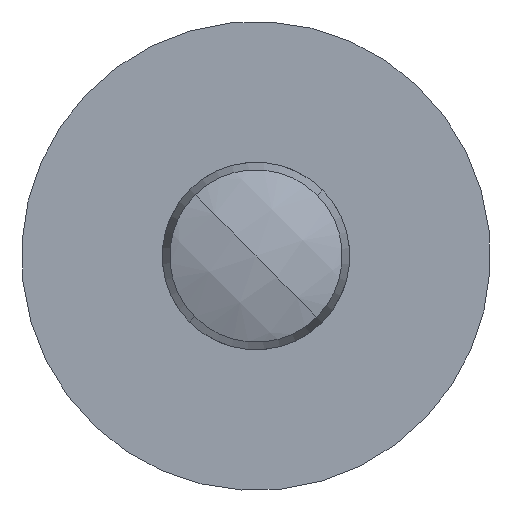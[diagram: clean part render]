
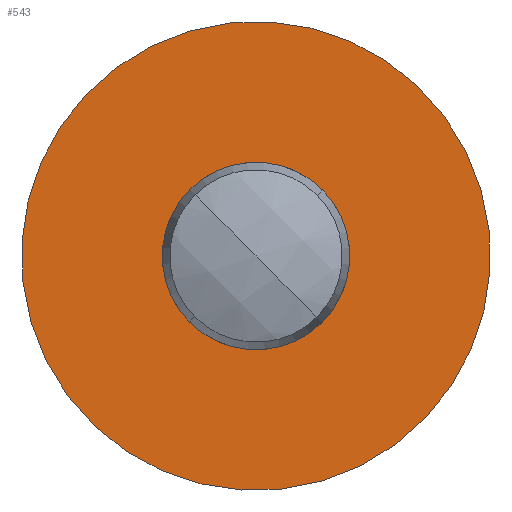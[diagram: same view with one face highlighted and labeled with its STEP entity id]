
A CAD part, front view. The second image highlights one B-rep face of the part: STEP entity #543.
In plain terms, the highlighted planar face has unit normal (0, -1, 0).
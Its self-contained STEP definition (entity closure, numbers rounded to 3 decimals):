
#14 = DIRECTION ( 'NONE',  ( 0., 0., -1. ) ) ;
#34 = CARTESIAN_POINT ( 'NONE',  ( 0., 0., -5. ) ) ;
#56 = DIRECTION ( 'NONE',  ( 0., 0., -1. ) ) ;
#92 = EDGE_CURVE ( 'NONE', #167, #152, #492, .T. ) ;
#104 = ORIENTED_EDGE ( 'NONE', *, *, #258, .T. ) ;
#108 = DIRECTION ( 'NONE',  ( 0., -1., 0. ) ) ;
#114 = DIRECTION ( 'NONE',  ( 0., -1., 0. ) ) ;
#121 = CARTESIAN_POINT ( 'NONE',  ( 0., 0., 0. ) ) ;
#122 = FACE_OUTER_BOUND ( 'NONE', #586, .T. ) ;
#133 = DIRECTION ( 'NONE',  ( 0., -1., 0. ) ) ;
#142 = CARTESIAN_POINT ( 'NONE',  ( 0., 0., 0. ) ) ;
#152 = VERTEX_POINT ( 'NONE', #354 ) ;
#157 = VERTEX_POINT ( 'NONE', #486 ) ;
#163 = AXIS2_PLACEMENT_3D ( 'NONE', #357, #114, #527 ) ;
#167 = VERTEX_POINT ( 'NONE', #34 ) ;
#170 = DIRECTION ( 'NONE',  ( 0., 0., -1. ) ) ;
#175 = AXIS2_PLACEMENT_3D ( 'NONE', #573, #394, #170 ) ;
#198 = VERTEX_POINT ( 'NONE', #411 ) ;
#201 = AXIS2_PLACEMENT_3D ( 'NONE', #369, #133, #56 ) ;
#212 = CIRCLE ( 'NONE', #451, 2. ) ;
#226 = AXIS2_PLACEMENT_3D ( 'NONE', #121, #363, #538 ) ;
#258 = EDGE_CURVE ( 'NONE', #152, #167, #320, .T. ) ;
#300 = ORIENTED_EDGE ( 'NONE', *, *, #468, .F. ) ;
#313 = CIRCLE ( 'NONE', #163, 2. ) ;
#320 = CIRCLE ( 'NONE', #201, 5. ) ;
#337 = ORIENTED_EDGE ( 'NONE', *, *, #533, .F. ) ;
#354 = CARTESIAN_POINT ( 'NONE',  ( 0., 0., 5. ) ) ;
#357 = CARTESIAN_POINT ( 'NONE',  ( 0., 0., 0. ) ) ;
#363 = DIRECTION ( 'NONE',  ( 0., -1., 0. ) ) ;
#369 = CARTESIAN_POINT ( 'NONE',  ( 0., 0., 0. ) ) ;
#390 = PLANE ( 'NONE',  #175 ) ;
#394 = DIRECTION ( 'NONE',  ( 0., -1., 0. ) ) ;
#411 = CARTESIAN_POINT ( 'NONE',  ( 0., 0., -2. ) ) ;
#451 = AXIS2_PLACEMENT_3D ( 'NONE', #142, #108, #14 ) ;
#468 = EDGE_CURVE ( 'NONE', #198, #157, #212, .T. ) ;
#486 = CARTESIAN_POINT ( 'NONE',  ( 0., 0., 2. ) ) ;
#492 = CIRCLE ( 'NONE', #226, 5. ) ;
#494 = FACE_BOUND ( 'NONE', #497, .T. ) ;
#497 = EDGE_LOOP ( 'NONE', ( #300, #337 ) ) ;
#527 = DIRECTION ( 'NONE',  ( 0., 0., -1. ) ) ;
#533 = EDGE_CURVE ( 'NONE', #157, #198, #313, .T. ) ;
#538 = DIRECTION ( 'NONE',  ( 0., 0., -1. ) ) ;
#543 = ADVANCED_FACE ( 'NONE', ( #122, #494 ), #390, .T. ) ;
#568 = ORIENTED_EDGE ( 'NONE', *, *, #92, .T. ) ;
#573 = CARTESIAN_POINT ( 'NONE',  ( 2., 0., 0. ) ) ;
#586 = EDGE_LOOP ( 'NONE', ( #568, #104 ) ) ;
